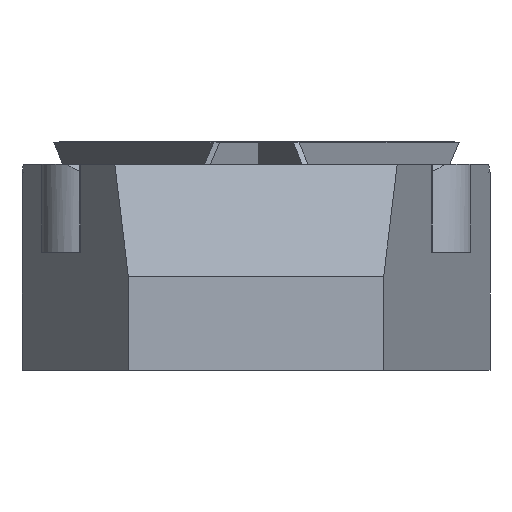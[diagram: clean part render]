
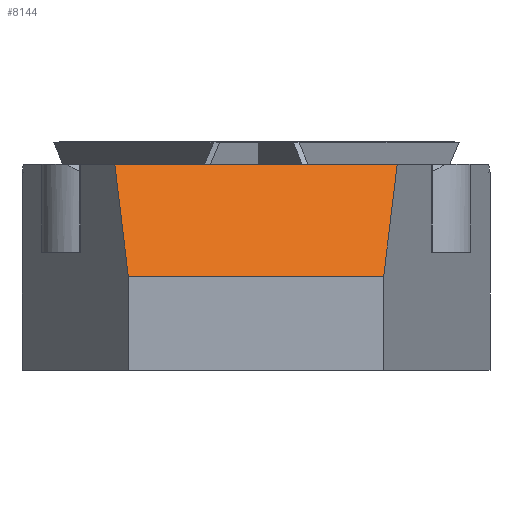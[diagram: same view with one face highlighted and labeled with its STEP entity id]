
A CAD part, left-side view. The second image highlights one B-rep face of the part: STEP entity #8144.
In plain terms, the highlighted planar face has unit normal (-0.894, 0, 0.447).
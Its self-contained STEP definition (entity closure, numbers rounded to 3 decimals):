
#1207=FACE_OUTER_BOUND('',#1673,.T.);
#1673=EDGE_LOOP('',(#6938,#6939,#6940,#6941));
#2284=LINE('',#15605,#2965);
#2285=LINE('',#15607,#2966);
#2286=LINE('',#15609,#2967);
#2287=LINE('',#15610,#2968);
#2965=VECTOR('',#9563,10.);
#2966=VECTOR('',#9564,10.);
#2967=VECTOR('',#9565,10.);
#2968=VECTOR('',#9566,10.);
#3772=VERTEX_POINT('',#15603);
#3773=VERTEX_POINT('',#15604);
#3774=VERTEX_POINT('',#15606);
#3775=VERTEX_POINT('',#15608);
#4872=EDGE_CURVE('',#3772,#3773,#2284,.T.);
#4873=EDGE_CURVE('',#3773,#3774,#2285,.T.);
#4874=EDGE_CURVE('',#3774,#3775,#2286,.T.);
#4875=EDGE_CURVE('',#3775,#3772,#2287,.T.);
#6938=ORIENTED_EDGE('',*,*,#4872,.T.);
#6939=ORIENTED_EDGE('',*,*,#4873,.T.);
#6940=ORIENTED_EDGE('',*,*,#4874,.T.);
#6941=ORIENTED_EDGE('',*,*,#4875,.T.);
#7756=PLANE('',#8530);
#8144=ADVANCED_FACE('',(#1207),#7756,.T.);
#8530=AXIS2_PLACEMENT_3D('',#15602,#9561,#9562);
#9561=DIRECTION('center_axis',(-0.894,0.,0.447));
#9562=DIRECTION('ref_axis',(0.447,0.,0.894));
#9563=DIRECTION('',(-0.445,-0.108,-0.889));
#9564=DIRECTION('',(0.,-1.,0.));
#9565=DIRECTION('',(0.445,-0.108,0.889));
#9566=DIRECTION('',(0.,1.,0.));
#15602=CARTESIAN_POINT('Origin',(-6.25,-4.,4.));
#15603=CARTESIAN_POINT('',(-4.5,8.848,7.5));
#15604=CARTESIAN_POINT('',(-8.,8.,0.5));
#15605=CARTESIAN_POINT('',(-4.645,8.813,7.211));
#15606=CARTESIAN_POINT('',(-8.,-8.,0.5));
#15607=CARTESIAN_POINT('',(-8.,-4.,0.5));
#15608=CARTESIAN_POINT('',(-4.5,-8.848,7.5));
#15609=CARTESIAN_POINT('',(-6.493,-8.365,3.515));
#15610=CARTESIAN_POINT('',(-4.5,-4.,7.5));
